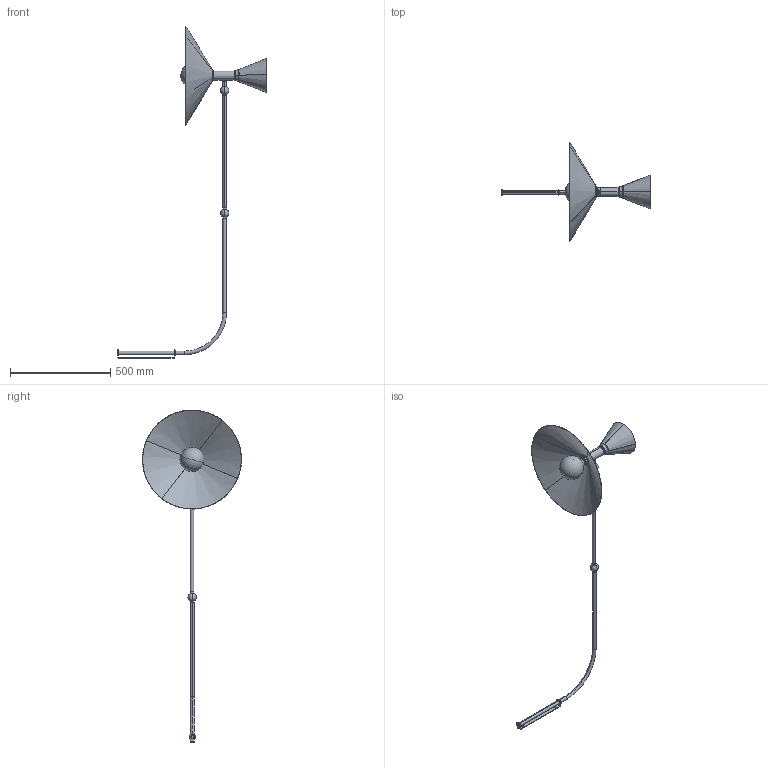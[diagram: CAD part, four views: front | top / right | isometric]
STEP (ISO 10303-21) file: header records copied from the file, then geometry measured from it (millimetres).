
FILE_DESCRIPTION (( 'STEP AP214' ), '1' );
FILE_NAME ('3D_LAMPE_DE_MARSEILLE.STEP', '2018-03-12T18:38:37', ( 'Utente' ), ( '' ), 'SwSTEP 2.0', 'SolidWorks 2016', '' );
FILE_SCHEMA (( 'AUTOMOTIVE_DESIGN' ));
Length unit declared in the file: millimetre
Products named in the file (4): Group3^3D_LAMPE_DE_MARSEILLE; Group1^3D_LAMPE_DE_MARSEILLE; 3D_LAMPE_DE_MARSEILLE; Group4^3D_LAMPE_DE_MARSEILLE
Assembly tree (3 placements, depth 2):
  3D_LAMPE_DE_MARSEILLE
    Group1^3D_LAMPE_DE_MARSEILLE
    Group3^3D_LAMPE_DE_MARSEILLE
    Group4^3D_LAMPE_DE_MARSEILLE
Bounding box: 741.49 x 494.58 x 1657.39 mm (x, y, z)
Volume: 2382140.5 mm3; surface area: 1384793.2 mm2
Topology: 5 solids, 7 shells, 338 faces, 863 edges, 538 vertices
Faces by surface type: plane 131, cylinder 113, cone 60, torus 26, bspline 4, sphere 4
Entity records: 12992 total; most frequent: CARTESIAN_POINT 3465, DIRECTION 1777, ORIENTED_EDGE 1682, EDGE_CURVE 841, AXIS2_PLACEMENT_3D 674, VERTEX_POINT 532, VECTOR 429, LINE 429
